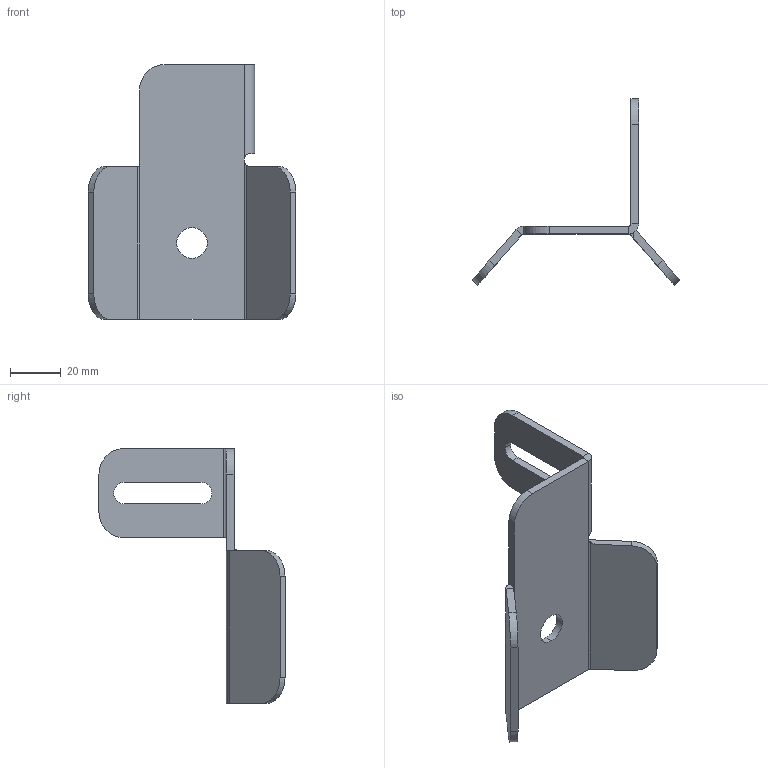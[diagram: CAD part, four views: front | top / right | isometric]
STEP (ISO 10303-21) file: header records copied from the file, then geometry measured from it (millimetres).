
FILE_DESCRIPTION (( 'STEP AP203' ), '1' );
FILE_NAME ('084.106.123.STEP', '2013-01-23T12:14:32', ( 'Alusic' ), ( 'Alusic' ), 'SwSTEP 2.0', 'SolidWorks 2011', '' );
FILE_SCHEMA (( 'CONFIG_CONTROL_DESIGN' ));
Length unit declared in the file: millimetre
Products named in the file (1): 084.106.123
Bounding box: 81.52 x 73 x 100 mm (x, y, z)
Volume: 26335.7 mm3; surface area: 19338.3 mm2
Topology: 1 solids, 1 shells, 50 faces, 121 edges, 73 vertices
Faces by surface type: plane 29, cylinder 21
Entity records: 1556 total; most frequent: CARTESIAN_POINT 287, DIRECTION 256, ORIENTED_EDGE 242, EDGE_CURVE 121, AXIS2_PLACEMENT_3D 88, LINE 80, VECTOR 80, VERTEX_POINT 73
